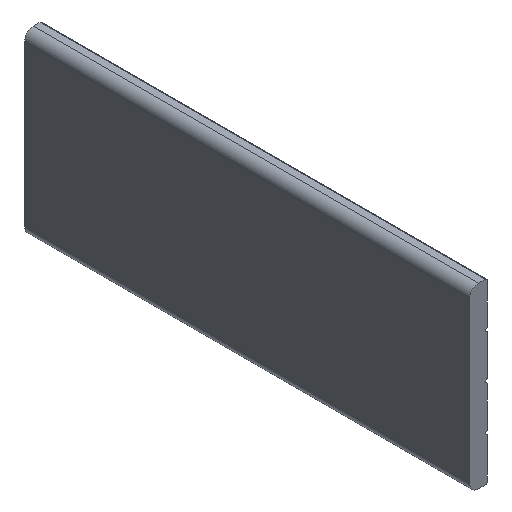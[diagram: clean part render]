
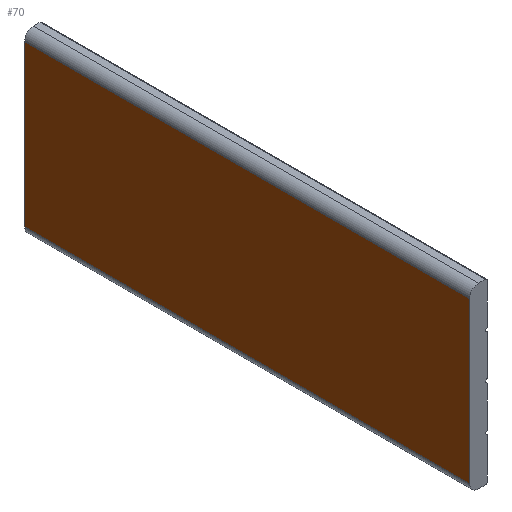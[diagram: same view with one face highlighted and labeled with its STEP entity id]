
A CAD part, isometric view. The second image highlights one B-rep face of the part: STEP entity #70.
In plain terms, the highlighted planar face has unit normal (-1, 0, 0).
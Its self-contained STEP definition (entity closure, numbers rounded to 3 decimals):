
#70 = ADVANCED_FACE( '', ( #152 ), #153, .T. );
#152 = FACE_OUTER_BOUND( '', #243, .T. );
#153 = PLANE( '', #244 );
#243 = EDGE_LOOP( '', ( #373, #374, #375, #376 ) );
#244 = AXIS2_PLACEMENT_3D( '', #377, #378, #379 );
#373 = ORIENTED_EDGE( '', *, *, #611, .F. );
#374 = ORIENTED_EDGE( '', *, *, #572, .F. );
#375 = ORIENTED_EDGE( '', *, *, #612, .T. );
#376 = ORIENTED_EDGE( '', *, *, #613, .T. );
#377 = CARTESIAN_POINT( '', ( -2., 100., 18. ) );
#378 = DIRECTION( '', ( -1., 0., 0. ) );
#379 = DIRECTION( '', ( 0., 0., 1. ) );
#572 = EDGE_CURVE( '', #680, #676, #682, .T. );
#611 = EDGE_CURVE( '', #676, #747, #748, .T. );
#612 = EDGE_CURVE( '', #680, #749, #750, .T. );
#613 = EDGE_CURVE( '', #749, #747, #751, .T. );
#676 = VERTEX_POINT( '', #834 );
#680 = VERTEX_POINT( '', #839 );
#682 = LINE( '', #841, #842 );
#747 = VERTEX_POINT( '', #932 );
#748 = LINE( '', #933, #934 );
#749 = VERTEX_POINT( '', #935 );
#750 = LINE( '', #936, #937 );
#751 = LINE( '', #938, #939 );
#834 = CARTESIAN_POINT( '', ( -2., 0., 18. ) );
#839 = CARTESIAN_POINT( '', ( -2., 100., 18. ) );
#841 = CARTESIAN_POINT( '', ( -2., 100., 18. ) );
#842 = VECTOR( '', #1049, 1000. );
#932 = CARTESIAN_POINT( '', ( -2., 0., -18. ) );
#933 = CARTESIAN_POINT( '', ( -2., 0., 18. ) );
#934 = VECTOR( '', #1087, 1000. );
#935 = CARTESIAN_POINT( '', ( -2., 100., -18. ) );
#936 = CARTESIAN_POINT( '', ( -2., 100., 18. ) );
#937 = VECTOR( '', #1088, 1000. );
#938 = CARTESIAN_POINT( '', ( -2., 100., -18. ) );
#939 = VECTOR( '', #1089, 1000. );
#1049 = DIRECTION( '', ( 0., -1., 0. ) );
#1087 = DIRECTION( '', ( 0., 0., -1. ) );
#1088 = DIRECTION( '', ( 0., 0., -1. ) );
#1089 = DIRECTION( '', ( 0., -1., 0. ) );
